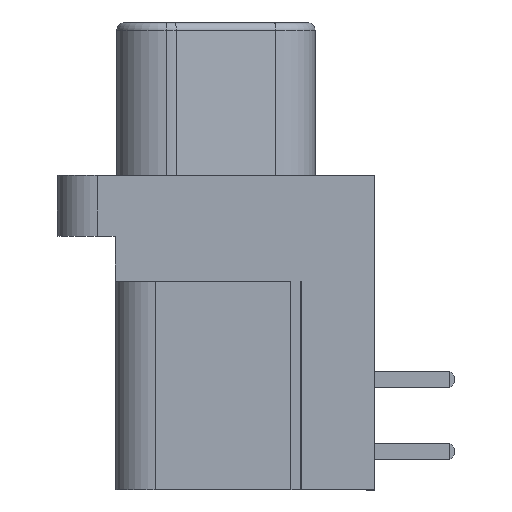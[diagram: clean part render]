
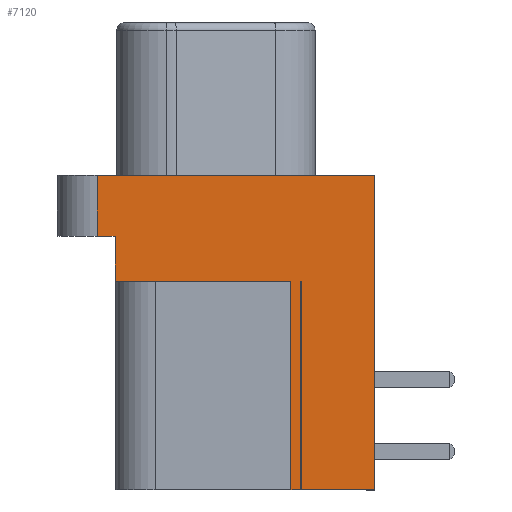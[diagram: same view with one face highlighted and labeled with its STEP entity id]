
A CAD part, left-side view. The second image highlights one B-rep face of the part: STEP entity #7120.
In plain terms, the highlighted planar face has unit normal (-1, 0, 0).
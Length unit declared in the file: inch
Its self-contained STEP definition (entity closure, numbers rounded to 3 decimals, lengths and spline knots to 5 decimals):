
#161 = VECTOR ( 'NONE', #14279, 39.37008 ) ;
#177 = CARTESIAN_POINT ( 'NONE',  ( 0., 0.115, -0.74844 ) ) ;
#238 = EDGE_CURVE ( 'NONE', #11691, #2676, #8642, .T. ) ;
#248 = EDGE_LOOP ( 'NONE', ( #9885, #4977, #12308, #4695, #8898, #14081, #3576, #5910, #15257, #2282, #15835, #10248 ) ) ;
#1143 = VERTEX_POINT ( 'NONE', #14875 ) ;
#1630 = VECTOR ( 'NONE', #10485, 39.37008 ) ;
#1681 = VECTOR ( 'NONE', #4674, 39.37008 ) ;
#1693 = VECTOR ( 'NONE', #10862, 39.37008 ) ;
#1784 = LINE ( 'NONE', #177, #10863 ) ;
#1896 = CARTESIAN_POINT ( 'NONE',  ( 0., 0.404, -0.095 ) ) ;
#2075 = VERTEX_POINT ( 'NONE', #1896 ) ;
#2255 = VERTEX_POINT ( 'NONE', #14581 ) ;
#2282 = ORIENTED_EDGE ( 'NONE', *, *, #12578, .T. ) ;
#2313 = DIRECTION ( 'NONE',  ( 0., 0., -1. ) ) ;
#2676 = VERTEX_POINT ( 'NONE', #13169 ) ;
#2807 = LINE ( 'NONE', #3533, #12300 ) ;
#2892 = PLANE ( 'NONE',  #3227 ) ;
#2916 = CARTESIAN_POINT ( 'NONE',  ( 0., 0.4315, -0.49 ) ) ;
#3100 = CARTESIAN_POINT ( 'NONE',  ( 0., 0.13, -0.49 ) ) ;
#3159 = LINE ( 'NONE', #12765, #12624 ) ;
#3227 = AXIS2_PLACEMENT_3D ( 'NONE', #11593, #4171, #12818 ) ;
#3235 = EDGE_CURVE ( 'NONE', #10236, #10490, #11547, .T. ) ;
#3449 = CARTESIAN_POINT ( 'NONE',  ( 0., 0., -0.49 ) ) ;
#3533 = CARTESIAN_POINT ( 'NONE',  ( 0., 0.494, 0. ) ) ;
#3576 = ORIENTED_EDGE ( 'NONE', *, *, #8934, .T. ) ;
#3833 = LINE ( 'NONE', #5664, #161 ) ;
#4171 = DIRECTION ( 'NONE',  ( -1., 0., 0. ) ) ;
#4674 = DIRECTION ( 'NONE',  ( 0., 0., 1. ) ) ;
#4690 = EDGE_CURVE ( 'NONE', #8875, #12216, #3159, .T. ) ;
#4695 = ORIENTED_EDGE ( 'NONE', *, *, #14433, .F. ) ;
#4896 = LINE ( 'NONE', #3100, #1630 ) ;
#4977 = ORIENTED_EDGE ( 'NONE', *, *, #11325, .T. ) ;
#5664 = CARTESIAN_POINT ( 'NONE',  ( 0., 0.494, -0.095 ) ) ;
#5910 = ORIENTED_EDGE ( 'NONE', *, *, #6966, .T. ) ;
#6015 = FACE_OUTER_BOUND ( 'NONE', #248, .T. ) ;
#6041 = CARTESIAN_POINT ( 'NONE',  ( 0., 0.13, -0.74844 ) ) ;
#6169 = LINE ( 'NONE', #13533, #16016 ) ;
#6331 = DIRECTION ( 'NONE',  ( 0., 0., 1. ) ) ;
#6750 = VECTOR ( 'NONE', #15138, 39.37008 ) ;
#6966 = EDGE_CURVE ( 'NONE', #8422, #12216, #1784, .T. ) ;
#7053 = VERTEX_POINT ( 'NONE', #10103 ) ;
#7120 = ADVANCED_FACE ( 'NONE', ( #6015 ), #2892, .T. ) ;
#7140 = LINE ( 'NONE', #7747, #6750 ) ;
#7488 = CARTESIAN_POINT ( 'NONE',  ( 0., 0.404, -0.49 ) ) ;
#7747 = CARTESIAN_POINT ( 'NONE',  ( 0., 0.494, -0.49 ) ) ;
#8422 = VERTEX_POINT ( 'NONE', #11142 ) ;
#8642 = LINE ( 'NONE', #6041, #1693 ) ;
#8646 = CARTESIAN_POINT ( 'NONE',  ( 0., 0., -0.49 ) ) ;
#8737 = DIRECTION ( 'NONE',  ( 0., 0., 1. ) ) ;
#8875 = VERTEX_POINT ( 'NONE', #15296 ) ;
#8898 = ORIENTED_EDGE ( 'NONE', *, *, #11687, .F. ) ;
#8934 = EDGE_CURVE ( 'NONE', #11691, #8422, #4896, .T. ) ;
#9296 = CARTESIAN_POINT ( 'NONE',  ( 0., 0., 0. ) ) ;
#9410 = VECTOR ( 'NONE', #8737, 39.37008 ) ;
#9688 = DIRECTION ( 'NONE',  ( 0., -1., 0. ) ) ;
#9885 = ORIENTED_EDGE ( 'NONE', *, *, #15212, .F. ) ;
#10103 = CARTESIAN_POINT ( 'NONE',  ( 0., 0.4315, 0. ) ) ;
#10236 = VERTEX_POINT ( 'NONE', #8646 ) ;
#10248 = ORIENTED_EDGE ( 'NONE', *, *, #3235, .T. ) ;
#10485 = DIRECTION ( 'NONE',  ( 0., -1., 0. ) ) ;
#10490 = VERTEX_POINT ( 'NONE', #9296 ) ;
#10862 = DIRECTION ( 'NONE',  ( 0., 0., 1. ) ) ;
#10863 = VECTOR ( 'NONE', #6331, 39.37008 ) ;
#10948 = CARTESIAN_POINT ( 'NONE',  ( 0., 0.114, -0.165 ) ) ;
#11054 = DIRECTION ( 'NONE',  ( 0., 1., 0. ) ) ;
#11142 = CARTESIAN_POINT ( 'NONE',  ( 0., 0.115, -0.49 ) ) ;
#11325 = EDGE_CURVE ( 'NONE', #7053, #1143, #11815, .T. ) ;
#11547 = LINE ( 'NONE', #3449, #1681 ) ;
#11567 = DIRECTION ( 'NONE',  ( 0., 0., -1. ) ) ;
#11593 = CARTESIAN_POINT ( 'NONE',  ( 0., 0.494, -0.49 ) ) ;
#11687 = EDGE_CURVE ( 'NONE', #2676, #13431, #6169, .T. ) ;
#11691 = VERTEX_POINT ( 'NONE', #15961 ) ;
#11815 = LINE ( 'NONE', #2916, #15461 ) ;
#11909 = EDGE_CURVE ( 'NONE', #2255, #10236, #7140, .T. ) ;
#11967 = LINE ( 'NONE', #10948, #15220 ) ;
#12216 = VERTEX_POINT ( 'NONE', #13479 ) ;
#12300 = VECTOR ( 'NONE', #9688, 39.37008 ) ;
#12308 = ORIENTED_EDGE ( 'NONE', *, *, #12952, .F. ) ;
#12578 = EDGE_CURVE ( 'NONE', #8875, #2255, #11967, .T. ) ;
#12624 = VECTOR ( 'NONE', #14008, 39.37008 ) ;
#12765 = CARTESIAN_POINT ( 'NONE',  ( 0., 0.404, -0.165 ) ) ;
#12818 = DIRECTION ( 'NONE',  ( 0., -1., 0. ) ) ;
#12952 = EDGE_CURVE ( 'NONE', #2075, #1143, #3833, .T. ) ;
#13169 = CARTESIAN_POINT ( 'NONE',  ( 0., 0.13, -0.165 ) ) ;
#13431 = VERTEX_POINT ( 'NONE', #14323 ) ;
#13479 = CARTESIAN_POINT ( 'NONE',  ( 0., 0.115, -0.165 ) ) ;
#13533 = CARTESIAN_POINT ( 'NONE',  ( 0., 0.404, -0.165 ) ) ;
#14008 = DIRECTION ( 'NONE',  ( 0., 1., 0. ) ) ;
#14081 = ORIENTED_EDGE ( 'NONE', *, *, #238, .F. ) ;
#14279 = DIRECTION ( 'NONE',  ( 0., 1., 0. ) ) ;
#14323 = CARTESIAN_POINT ( 'NONE',  ( 0., 0.404, -0.165 ) ) ;
#14433 = EDGE_CURVE ( 'NONE', #13431, #2075, #15586, .T. ) ;
#14581 = CARTESIAN_POINT ( 'NONE',  ( 0., 0.114, -0.49 ) ) ;
#14875 = CARTESIAN_POINT ( 'NONE',  ( 0., 0.4315, -0.095 ) ) ;
#15138 = DIRECTION ( 'NONE',  ( 0., -1., 0. ) ) ;
#15212 = EDGE_CURVE ( 'NONE', #7053, #10490, #2807, .T. ) ;
#15220 = VECTOR ( 'NONE', #2313, 39.37008 ) ;
#15257 = ORIENTED_EDGE ( 'NONE', *, *, #4690, .F. ) ;
#15296 = CARTESIAN_POINT ( 'NONE',  ( 0., 0.114, -0.165 ) ) ;
#15461 = VECTOR ( 'NONE', #11567, 39.37008 ) ;
#15586 = LINE ( 'NONE', #7488, #9410 ) ;
#15835 = ORIENTED_EDGE ( 'NONE', *, *, #11909, .T. ) ;
#15961 = CARTESIAN_POINT ( 'NONE',  ( 0., 0.13, -0.49 ) ) ;
#16016 = VECTOR ( 'NONE', #11054, 39.37008 ) ;
